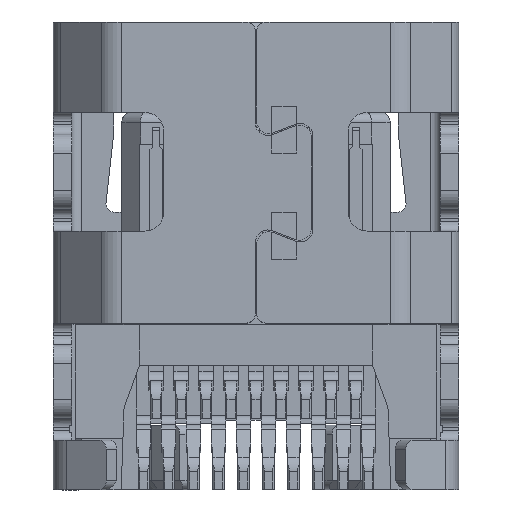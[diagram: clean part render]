
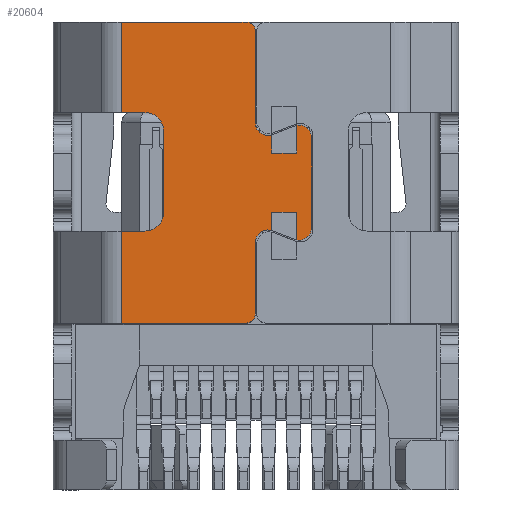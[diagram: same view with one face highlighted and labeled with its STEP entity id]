
A CAD part, front view. The second image highlights one B-rep face of the part: STEP entity #20604.
In plain terms, the highlighted planar face has unit normal (0, -1, 0).
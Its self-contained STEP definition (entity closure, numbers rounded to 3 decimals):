
#231=PLANE('',#21881);
#1077=FACE_OUTER_BOUND('',#2140,.T.);
#2140=EDGE_LOOP('',(#14666,#14667,#14668,#14669,#14670,#14671,#14672,#14673,
#14674,#14675,#14676,#14677,#14678,#14679,#14680,#14681,#14682,#14683,#14684,
#14685,#14686,#14687,#14688,#14689));
#3325=LINE('',#29878,#5752);
#3411=LINE('',#30118,#5838);
#3429=LINE('',#30171,#5856);
#3475=LINE('',#30297,#5902);
#3476=LINE('',#30301,#5903);
#3477=LINE('',#30304,#5904);
#3478=LINE('',#30306,#5905);
#3479=LINE('',#30310,#5906);
#3480=LINE('',#30314,#5907);
#3481=LINE('',#30316,#5908);
#3482=LINE('',#30318,#5909);
#3483=LINE('',#30322,#5910);
#3484=LINE('',#30326,#5911);
#3485=LINE('',#30328,#5912);
#3486=LINE('',#30330,#5913);
#3487=LINE('',#30333,#5914);
#5752=VECTOR('',#23998,1000.);
#5838=VECTOR('',#24230,1000.);
#5856=VECTOR('',#24288,1000.);
#5902=VECTOR('',#24412,1000.);
#5903=VECTOR('',#24415,1000.);
#5904=VECTOR('',#24418,1000.);
#5905=VECTOR('',#24419,1000.);
#5906=VECTOR('',#24422,1000.);
#5907=VECTOR('',#24425,1000.);
#5908=VECTOR('',#24426,1000.);
#5909=VECTOR('',#24427,1000.);
#5910=VECTOR('',#24430,1000.);
#5911=VECTOR('',#24433,1000.);
#5912=VECTOR('',#24434,1000.);
#5913=VECTOR('',#24435,1000.);
#5914=VECTOR('',#24438,1000.);
#8052=CIRCLE('',#21856,0.15);
#8063=CIRCLE('',#21882,0.3);
#8064=CIRCLE('',#21883,0.3);
#8065=CIRCLE('',#21884,0.15);
#8066=CIRCLE('',#21885,0.2);
#8067=CIRCLE('',#21886,0.2);
#8068=CIRCLE('',#21887,0.2);
#8069=CIRCLE('',#21888,0.2);
#8766=VERTEX_POINT('',#29875);
#8767=VERTEX_POINT('',#29877);
#8847=VERTEX_POINT('',#30115);
#8848=VERTEX_POINT('',#30117);
#8861=VERTEX_POINT('',#30167);
#8863=VERTEX_POINT('',#30170);
#8876=VERTEX_POINT('',#30209);
#8905=VERTEX_POINT('',#30298);
#8906=VERTEX_POINT('',#30300);
#8907=VERTEX_POINT('',#30303);
#8908=VERTEX_POINT('',#30305);
#8909=VERTEX_POINT('',#30307);
#8910=VERTEX_POINT('',#30309);
#8911=VERTEX_POINT('',#30311);
#8912=VERTEX_POINT('',#30313);
#8913=VERTEX_POINT('',#30315);
#8914=VERTEX_POINT('',#30317);
#8915=VERTEX_POINT('',#30319);
#8916=VERTEX_POINT('',#30321);
#8917=VERTEX_POINT('',#30323);
#8918=VERTEX_POINT('',#30325);
#8919=VERTEX_POINT('',#30327);
#8920=VERTEX_POINT('',#30329);
#8921=VERTEX_POINT('',#30331);
#10909=EDGE_CURVE('',#8767,#8766,#3325,.T.);
#11026=EDGE_CURVE('',#8847,#8848,#3411,.T.);
#11052=EDGE_CURVE('',#8861,#8863,#3429,.T.);
#11072=EDGE_CURVE('',#8767,#8876,#8052,.T.);
#11117=EDGE_CURVE('',#8766,#8848,#3475,.T.);
#11118=EDGE_CURVE('',#8847,#8905,#8063,.T.);
#11119=EDGE_CURVE('',#8905,#8906,#3476,.T.);
#11120=EDGE_CURVE('',#8906,#8863,#8064,.T.);
#11121=EDGE_CURVE('',#8861,#8907,#3477,.T.);
#11122=EDGE_CURVE('',#8907,#8908,#3478,.T.);
#11123=EDGE_CURVE('',#8908,#8909,#8065,.T.);
#11124=EDGE_CURVE('',#8909,#8910,#3479,.T.);
#11125=EDGE_CURVE('',#8910,#8911,#8066,.T.);
#11126=EDGE_CURVE('',#8911,#8912,#3480,.T.);
#11127=EDGE_CURVE('',#8912,#8913,#3481,.T.);
#11128=EDGE_CURVE('',#8913,#8914,#3482,.T.);
#11129=EDGE_CURVE('',#8914,#8915,#8067,.T.);
#11130=EDGE_CURVE('',#8915,#8916,#3483,.T.);
#11131=EDGE_CURVE('',#8916,#8917,#8068,.T.);
#11132=EDGE_CURVE('',#8917,#8918,#3484,.T.);
#11133=EDGE_CURVE('',#8918,#8919,#3485,.T.);
#11134=EDGE_CURVE('',#8919,#8920,#3486,.T.);
#11135=EDGE_CURVE('',#8920,#8921,#8069,.T.);
#11136=EDGE_CURVE('',#8921,#8876,#3487,.T.);
#14666=ORIENTED_EDGE('',*,*,#11072,.F.);
#14667=ORIENTED_EDGE('',*,*,#10909,.T.);
#14668=ORIENTED_EDGE('',*,*,#11117,.T.);
#14669=ORIENTED_EDGE('',*,*,#11026,.F.);
#14670=ORIENTED_EDGE('',*,*,#11118,.T.);
#14671=ORIENTED_EDGE('',*,*,#11119,.T.);
#14672=ORIENTED_EDGE('',*,*,#11120,.T.);
#14673=ORIENTED_EDGE('',*,*,#11052,.F.);
#14674=ORIENTED_EDGE('',*,*,#11121,.T.);
#14675=ORIENTED_EDGE('',*,*,#11122,.T.);
#14676=ORIENTED_EDGE('',*,*,#11123,.T.);
#14677=ORIENTED_EDGE('',*,*,#11124,.T.);
#14678=ORIENTED_EDGE('',*,*,#11125,.T.);
#14679=ORIENTED_EDGE('',*,*,#11126,.T.);
#14680=ORIENTED_EDGE('',*,*,#11127,.T.);
#14681=ORIENTED_EDGE('',*,*,#11128,.T.);
#14682=ORIENTED_EDGE('',*,*,#11129,.T.);
#14683=ORIENTED_EDGE('',*,*,#11130,.T.);
#14684=ORIENTED_EDGE('',*,*,#11131,.T.);
#14685=ORIENTED_EDGE('',*,*,#11132,.T.);
#14686=ORIENTED_EDGE('',*,*,#11133,.T.);
#14687=ORIENTED_EDGE('',*,*,#11134,.T.);
#14688=ORIENTED_EDGE('',*,*,#11135,.T.);
#14689=ORIENTED_EDGE('',*,*,#11136,.T.);
#20604=ADVANCED_FACE('',(#1077),#231,.T.);
#21856=AXIS2_PLACEMENT_3D('',#30210,#24327,#24328);
#21881=AXIS2_PLACEMENT_3D('',#30296,#24410,#24411);
#21882=AXIS2_PLACEMENT_3D('',#30299,#24413,#24414);
#21883=AXIS2_PLACEMENT_3D('',#30302,#24416,#24417);
#21884=AXIS2_PLACEMENT_3D('',#30308,#24420,#24421);
#21885=AXIS2_PLACEMENT_3D('',#30312,#24423,#24424);
#21886=AXIS2_PLACEMENT_3D('',#30320,#24428,#24429);
#21887=AXIS2_PLACEMENT_3D('',#30324,#24431,#24432);
#21888=AXIS2_PLACEMENT_3D('',#30332,#24436,#24437);
#23998=DIRECTION('',(-1.,0.,0.));
#24230=DIRECTION('',(-1.,0.,0.));
#24288=DIRECTION('',(1.,0.,0.));
#24327=DIRECTION('center_axis',(0.,1.,0.));
#24328=DIRECTION('ref_axis',(-1.,0.,0.));
#24410=DIRECTION('center_axis',(0.,-1.,0.));
#24411=DIRECTION('ref_axis',(1.,0.,0.));
#24412=DIRECTION('',(0.,0.,-1.));
#24413=DIRECTION('center_axis',(0.,1.,0.));
#24414=DIRECTION('ref_axis',(1.,0.,0.));
#24415=DIRECTION('',(0.,0.,-1.));
#24416=DIRECTION('center_axis',(0.,1.,0.));
#24417=DIRECTION('ref_axis',(1.,0.,0.));
#24418=DIRECTION('',(0.,0.,-1.));
#24419=DIRECTION('',(1.,0.,0.));
#24420=DIRECTION('center_axis',(0.,-1.,0.));
#24421=DIRECTION('ref_axis',(-1.,0.,0.));
#24422=DIRECTION('',(0.,0.,1.));
#24423=DIRECTION('center_axis',(0.,1.,0.));
#24424=DIRECTION('ref_axis',(1.,0.,0.));
#24425=DIRECTION('',(0.,0.,1.));
#24426=DIRECTION('',(1.,0.,0.));
#24427=DIRECTION('',(0.,0.,-1.));
#24428=DIRECTION('center_axis',(0.,-1.,0.));
#24429=DIRECTION('ref_axis',(1.,0.,0.));
#24430=DIRECTION('',(0.,0.,1.));
#24431=DIRECTION('center_axis',(0.,-1.,0.));
#24432=DIRECTION('ref_axis',(-1.,0.,0.));
#24433=DIRECTION('',(0.,0.,-1.));
#24434=DIRECTION('',(-1.,0.,0.));
#24435=DIRECTION('',(0.,0.,1.));
#24436=DIRECTION('center_axis',(0.,1.,0.));
#24437=DIRECTION('ref_axis',(-1.,0.,0.));
#24438=DIRECTION('',(0.,0.,1.));
#29875=CARTESIAN_POINT('',(-2.156,0.,2.413));
#29877=CARTESIAN_POINT('',(-0.16,0.,2.413));
#29878=CARTESIAN_POINT('',(-4.362,0.,2.413));
#30115=CARTESIAN_POINT('',(-1.78,0.,0.962));
#30117=CARTESIAN_POINT('',(-2.156,0.,0.962));
#30118=CARTESIAN_POINT('',(-4.864,0.,0.962));
#30167=CARTESIAN_POINT('',(-2.156,0.,-0.938));
#30170=CARTESIAN_POINT('',(-1.78,0.,-0.938));
#30171=CARTESIAN_POINT('',(-3.158,0.,-0.938));
#30209=CARTESIAN_POINT('',(-0.01,0.,2.263));
#30210=CARTESIAN_POINT('Origin',(-0.16,0.,
2.263));
#30296=CARTESIAN_POINT('Origin',(-1.83,0.,-2.388));
#30297=CARTESIAN_POINT('',(-2.156,0.,-2.388));
#30298=CARTESIAN_POINT('',(-1.48,0.,0.662));
#30299=CARTESIAN_POINT('Origin',(-1.78,0.,0.662));
#30300=CARTESIAN_POINT('',(-1.48,0.,-0.638));
#30301=CARTESIAN_POINT('',(-1.48,0.,-2.388));
#30302=CARTESIAN_POINT('Origin',(-1.78,0.,-0.638));
#30303=CARTESIAN_POINT('',(-2.156,0.,-2.413));
#30304=CARTESIAN_POINT('',(-2.156,0.,-2.388));
#30305=CARTESIAN_POINT('',(-0.16,0.,-2.413));
#30306=CARTESIAN_POINT('',(-1.83,0.,-2.413));
#30307=CARTESIAN_POINT('',(-0.01,0.,-2.263));
#30308=CARTESIAN_POINT('Origin',(-0.16,0.,
-2.263));
#30309=CARTESIAN_POINT('',(-0.01,0.,-1.12));
#30310=CARTESIAN_POINT('',(-0.01,0.,-2.388));
#30311=CARTESIAN_POINT('',(0.25,0.,-0.929));
#30312=CARTESIAN_POINT('Origin',(0.19,0.,
-1.12));
#30313=CARTESIAN_POINT('',(0.25,0.,-0.637));
#30314=CARTESIAN_POINT('',(0.25,0.,-2.388));
#30315=CARTESIAN_POINT('',(0.65,0.,-0.637));
#30316=CARTESIAN_POINT('',(-1.83,0.,-0.637));
#30317=CARTESIAN_POINT('',(0.65,0.,-1.079));
#30318=CARTESIAN_POINT('',(0.65,0.,-2.388));
#30319=CARTESIAN_POINT('',(0.89,0.,-0.883));
#30320=CARTESIAN_POINT('Origin',(0.69,0.,
-0.883));
#30321=CARTESIAN_POINT('',(0.89,0.,0.558));
#30322=CARTESIAN_POINT('',(0.89,0.,-2.388));
#30323=CARTESIAN_POINT('',(0.65,0.,0.754));
#30324=CARTESIAN_POINT('Origin',(0.69,0.,
0.558));
#30325=CARTESIAN_POINT('',(0.65,0.,0.313));
#30326=CARTESIAN_POINT('',(0.65,0.,-2.388));
#30327=CARTESIAN_POINT('',(0.25,0.,0.313));
#30328=CARTESIAN_POINT('',(-1.83,0.,0.313));
#30329=CARTESIAN_POINT('',(0.25,0.,0.604));
#30330=CARTESIAN_POINT('',(0.25,0.,-2.388));
#30331=CARTESIAN_POINT('',(-0.01,0.,0.795));
#30332=CARTESIAN_POINT('Origin',(0.19,0.,
0.795));
#30333=CARTESIAN_POINT('',(-0.01,0.,-2.388));
